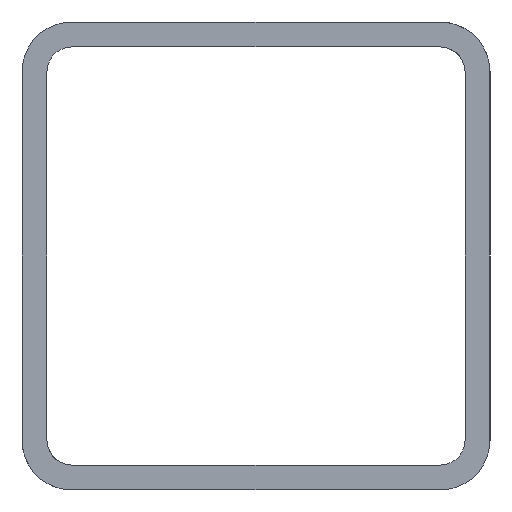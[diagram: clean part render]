
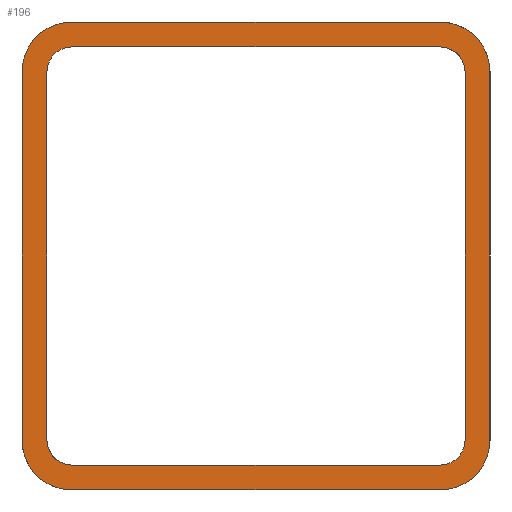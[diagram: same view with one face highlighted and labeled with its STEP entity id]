
A CAD part, left-side view. The second image highlights one B-rep face of the part: STEP entity #196.
In plain terms, the highlighted planar face has unit normal (-1, 0, 0).
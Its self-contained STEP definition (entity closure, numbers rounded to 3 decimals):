
#1 = VECTOR ( 'NONE', #1206, 1000. ) ;
#73 = DIRECTION ( 'NONE',  ( 0., 0., -1. ) ) ;
#102 = CARTESIAN_POINT ( 'NONE',  ( 0., -23.6, -23.6 ) ) ;
#110 = LINE ( 'NONE', #2853, #1187 ) ;
#120 = DIRECTION ( 'NONE',  ( 0., 0., -1. ) ) ;
#137 = DIRECTION ( 'NONE',  ( 1., 0., 0. ) ) ;
#196 = ADVANCED_FACE ( 'NONE', ( #826, #3520 ), #2489, .T. ) ;
#229 = LINE ( 'NONE', #2918, #4209 ) ;
#235 = ORIENTED_EDGE ( 'NONE', *, *, #3121, .T. ) ;
#279 = CARTESIAN_POINT ( 'NONE',  ( 0., 23.6, -23.6 ) ) ;
#303 = CARTESIAN_POINT ( 'NONE',  ( 0., 30., 23.6 ) ) ;
#329 = VERTEX_POINT ( 'NONE', #593 ) ;
#348 = DIRECTION ( 'NONE',  ( 0., 0., 1. ) ) ;
#372 = CARTESIAN_POINT ( 'NONE',  ( 0., -23.6, 23.6 ) ) ;
#386 = VERTEX_POINT ( 'NONE', #1695 ) ;
#437 = AXIS2_PLACEMENT_3D ( 'NONE', #2186, #3871, #807 ) ;
#529 = VERTEX_POINT ( 'NONE', #1557 ) ;
#548 = LINE ( 'NONE', #3213, #1926 ) ;
#564 = AXIS2_PLACEMENT_3D ( 'NONE', #372, #2778, #1109 ) ;
#574 = DIRECTION ( 'NONE',  ( 0., 0., 1. ) ) ;
#593 = CARTESIAN_POINT ( 'NONE',  ( 0., 30., -23.6 ) ) ;
#691 = EDGE_CURVE ( 'NONE', #3099, #3187, #3065, .T. ) ;
#704 = CARTESIAN_POINT ( 'NONE',  ( 0., -30., -23.6 ) ) ;
#715 = CIRCLE ( 'NONE', #782, 6.4 ) ;
#736 = ORIENTED_EDGE ( 'NONE', *, *, #1636, .T. ) ;
#782 = AXIS2_PLACEMENT_3D ( 'NONE', #1116, #1155, #1135 ) ;
#792 = EDGE_LOOP ( 'NONE', ( #4176, #2133, #913, #4097, #1652, #235, #3256, #2166 ) ) ;
#799 = DIRECTION ( 'NONE',  ( 0., 0., 1. ) ) ;
#807 = DIRECTION ( 'NONE',  ( 0., 1., 0. ) ) ;
#814 = DIRECTION ( 'NONE',  ( 0., 0., 1. ) ) ;
#826 = FACE_OUTER_BOUND ( 'NONE', #792, .T. ) ;
#853 = VECTOR ( 'NONE', #120, 1000. ) ;
#913 = ORIENTED_EDGE ( 'NONE', *, *, #3851, .T. ) ;
#918 = DIRECTION ( 'NONE',  ( 0., 0., 1. ) ) ;
#958 = EDGE_LOOP ( 'NONE', ( #2458, #1124, #1630, #3805, #2757, #736, #4095, #3364 ) ) ;
#982 = EDGE_CURVE ( 'NONE', #3319, #4239, #548, .T. ) ;
#1009 = AXIS2_PLACEMENT_3D ( 'NONE', #279, #2600, #918 ) ;
#1012 = CARTESIAN_POINT ( 'NONE',  ( 0., -1340., -26.8 ) ) ;
#1015 = EDGE_CURVE ( 'NONE', #4221, #3269, #1991, .T. ) ;
#1037 = EDGE_CURVE ( 'NONE', #529, #2230, #2204, .T. ) ;
#1109 = DIRECTION ( 'NONE',  ( 0., 0., 1. ) ) ;
#1116 = CARTESIAN_POINT ( 'NONE',  ( 0., 23.6, -23.6 ) ) ;
#1124 = ORIENTED_EDGE ( 'NONE', *, *, #4173, .T. ) ;
#1135 = DIRECTION ( 'NONE',  ( 0., 0., 1. ) ) ;
#1147 = EDGE_CURVE ( 'NONE', #3278, #4008, #3711, .T. ) ;
#1155 = DIRECTION ( 'NONE',  ( -1., 0., 0. ) ) ;
#1187 = VECTOR ( 'NONE', #2803, 1000. ) ;
#1200 = CARTESIAN_POINT ( 'NONE',  ( 0., -1340., 30. ) ) ;
#1206 = DIRECTION ( 'NONE',  ( 0., 0., 1. ) ) ;
#1213 = DIRECTION ( 'NONE',  ( 0., -1., 0. ) ) ;
#1395 = DIRECTION ( 'NONE',  ( 1., 0., 0. ) ) ;
#1487 = CARTESIAN_POINT ( 'NONE',  ( 0., -23.6, -26.8 ) ) ;
#1557 = CARTESIAN_POINT ( 'NONE',  ( 0., 26.8, 23.6 ) ) ;
#1603 = CARTESIAN_POINT ( 'NONE',  ( 0., -30., 23.6 ) ) ;
#1630 = ORIENTED_EDGE ( 'NONE', *, *, #1015, .T. ) ;
#1636 = EDGE_CURVE ( 'NONE', #3187, #3278, #2000, .T. ) ;
#1652 = ORIENTED_EDGE ( 'NONE', *, *, #1952, .T. ) ;
#1695 = CARTESIAN_POINT ( 'NONE',  ( 0., -30., -23.6 ) ) ;
#1698 = AXIS2_PLACEMENT_3D ( 'NONE', #102, #1395, #2798 ) ;
#1794 = EDGE_CURVE ( 'NONE', #3269, #3099, #4192, .T. ) ;
#1829 = CARTESIAN_POINT ( 'NONE',  ( 0., -23.6, 23.6 ) ) ;
#1926 = VECTOR ( 'NONE', #1213, 1000. ) ;
#1952 = EDGE_CURVE ( 'NONE', #2680, #329, #229, .T. ) ;
#1991 = CIRCLE ( 'NONE', #2548, 3.2 ) ;
#2000 = LINE ( 'NONE', #1012, #4077 ) ;
#2113 = VECTOR ( 'NONE', #348, 1000. ) ;
#2132 = CARTESIAN_POINT ( 'NONE',  ( 0., -23.6, 26.8 ) ) ;
#2133 = ORIENTED_EDGE ( 'NONE', *, *, #2739, .F. ) ;
#2166 = ORIENTED_EDGE ( 'NONE', *, *, #3263, .F. ) ;
#2186 = CARTESIAN_POINT ( 'NONE',  ( 0., -1340., -1170. ) ) ;
#2201 = CARTESIAN_POINT ( 'NONE',  ( 0., 23.6, -26.8 ) ) ;
#2204 = CIRCLE ( 'NONE', #3339, 3.2 ) ;
#2230 = VERTEX_POINT ( 'NONE', #2354 ) ;
#2267 = CIRCLE ( 'NONE', #1698, 6.4 ) ;
#2354 = CARTESIAN_POINT ( 'NONE',  ( 0., 23.6, 26.8 ) ) ;
#2357 = VERTEX_POINT ( 'NONE', #3792 ) ;
#2362 = DIRECTION ( 'NONE',  ( 0., 1., 0. ) ) ;
#2368 = VERTEX_POINT ( 'NONE', #1603 ) ;
#2458 = ORIENTED_EDGE ( 'NONE', *, *, #1037, .T. ) ;
#2489 = PLANE ( 'NONE',  #437 ) ;
#2494 = DIRECTION ( 'NONE',  ( 0., 0., 1. ) ) ;
#2495 = CARTESIAN_POINT ( 'NONE',  ( 0., -23.6, -30. ) ) ;
#2498 = DIRECTION ( 'NONE',  ( -1., 0., 0. ) ) ;
#2530 = CARTESIAN_POINT ( 'NONE',  ( 0., 23.6, -30. ) ) ;
#2542 = DIRECTION ( 'NONE',  ( 0., 1., 0. ) ) ;
#2548 = AXIS2_PLACEMENT_3D ( 'NONE', #1829, #2908, #2494 ) ;
#2600 = DIRECTION ( 'NONE',  ( 1., 0., 0. ) ) ;
#2608 = CARTESIAN_POINT ( 'NONE',  ( 0., 26.8, -23.6 ) ) ;
#2611 = CIRCLE ( 'NONE', #2961, 6.4 ) ;
#2670 = LINE ( 'NONE', #704, #2113 ) ;
#2680 = VERTEX_POINT ( 'NONE', #303 ) ;
#2710 = VERTEX_POINT ( 'NONE', #4378 ) ;
#2739 = EDGE_CURVE ( 'NONE', #2357, #2368, #3769, .T. ) ;
#2757 = ORIENTED_EDGE ( 'NONE', *, *, #691, .T. ) ;
#2778 = DIRECTION ( 'NONE',  ( 1., 0., 0. ) ) ;
#2798 = DIRECTION ( 'NONE',  ( 0., 0., 1. ) ) ;
#2803 = DIRECTION ( 'NONE',  ( 0., -1., 0. ) ) ;
#2852 = AXIS2_PLACEMENT_3D ( 'NONE', #3172, #137, #799 ) ;
#2853 = CARTESIAN_POINT ( 'NONE',  ( 0., -1340., 26.8 ) ) ;
#2875 = CARTESIAN_POINT ( 'NONE',  ( 0., 23.6, 23.6 ) ) ;
#2878 = LINE ( 'NONE', #1200, #4318 ) ;
#2893 = EDGE_CURVE ( 'NONE', #2710, #2680, #2611, .T. ) ;
#2908 = DIRECTION ( 'NONE',  ( 1., 0., 0. ) ) ;
#2918 = CARTESIAN_POINT ( 'NONE',  ( 0., 30., -1170. ) ) ;
#2961 = AXIS2_PLACEMENT_3D ( 'NONE', #2875, #2498, #814 ) ;
#3065 = CIRCLE ( 'NONE', #2852, 3.2 ) ;
#3099 = VERTEX_POINT ( 'NONE', #4058 ) ;
#3121 = EDGE_CURVE ( 'NONE', #329, #3319, #715, .T. ) ;
#3172 = CARTESIAN_POINT ( 'NONE',  ( 0., -23.6, -23.6 ) ) ;
#3187 = VERTEX_POINT ( 'NONE', #1487 ) ;
#3213 = CARTESIAN_POINT ( 'NONE',  ( 0., -1340., -30. ) ) ;
#3256 = ORIENTED_EDGE ( 'NONE', *, *, #982, .T. ) ;
#3263 = EDGE_CURVE ( 'NONE', #386, #4239, #2267, .T. ) ;
#3269 = VERTEX_POINT ( 'NONE', #3516 ) ;
#3278 = VERTEX_POINT ( 'NONE', #2201 ) ;
#3313 = EDGE_CURVE ( 'NONE', #4008, #529, #3931, .T. ) ;
#3319 = VERTEX_POINT ( 'NONE', #2530 ) ;
#3339 = AXIS2_PLACEMENT_3D ( 'NONE', #4224, #3890, #574 ) ;
#3364 = ORIENTED_EDGE ( 'NONE', *, *, #3313, .T. ) ;
#3516 = CARTESIAN_POINT ( 'NONE',  ( 0., -26.8, 23.6 ) ) ;
#3520 = FACE_BOUND ( 'NONE', #958, .T. ) ;
#3533 = CARTESIAN_POINT ( 'NONE',  ( 0., -26.8, -1170. ) ) ;
#3711 = CIRCLE ( 'NONE', #1009, 3.2 ) ;
#3769 = CIRCLE ( 'NONE', #564, 6.4 ) ;
#3792 = CARTESIAN_POINT ( 'NONE',  ( 0., -23.6, 30. ) ) ;
#3805 = ORIENTED_EDGE ( 'NONE', *, *, #1794, .T. ) ;
#3851 = EDGE_CURVE ( 'NONE', #2357, #2710, #2878, .T. ) ;
#3871 = DIRECTION ( 'NONE',  ( -1., 0., 0. ) ) ;
#3890 = DIRECTION ( 'NONE',  ( 1., 0., 0. ) ) ;
#3931 = LINE ( 'NONE', #4256, #1 ) ;
#4008 = VERTEX_POINT ( 'NONE', #2608 ) ;
#4058 = CARTESIAN_POINT ( 'NONE',  ( 0., -26.8, -23.6 ) ) ;
#4077 = VECTOR ( 'NONE', #2362, 1000. ) ;
#4095 = ORIENTED_EDGE ( 'NONE', *, *, #1147, .T. ) ;
#4097 = ORIENTED_EDGE ( 'NONE', *, *, #2893, .T. ) ;
#4173 = EDGE_CURVE ( 'NONE', #2230, #4221, #110, .T. ) ;
#4176 = ORIENTED_EDGE ( 'NONE', *, *, #4360, .T. ) ;
#4192 = LINE ( 'NONE', #3533, #853 ) ;
#4209 = VECTOR ( 'NONE', #73, 1000. ) ;
#4221 = VERTEX_POINT ( 'NONE', #2132 ) ;
#4224 = CARTESIAN_POINT ( 'NONE',  ( 0., 23.6, 23.6 ) ) ;
#4239 = VERTEX_POINT ( 'NONE', #2495 ) ;
#4256 = CARTESIAN_POINT ( 'NONE',  ( 0., 26.8, -1170. ) ) ;
#4318 = VECTOR ( 'NONE', #2542, 1000. ) ;
#4360 = EDGE_CURVE ( 'NONE', #386, #2368, #2670, .T. ) ;
#4378 = CARTESIAN_POINT ( 'NONE',  ( 0., 23.6, 30. ) ) ;
